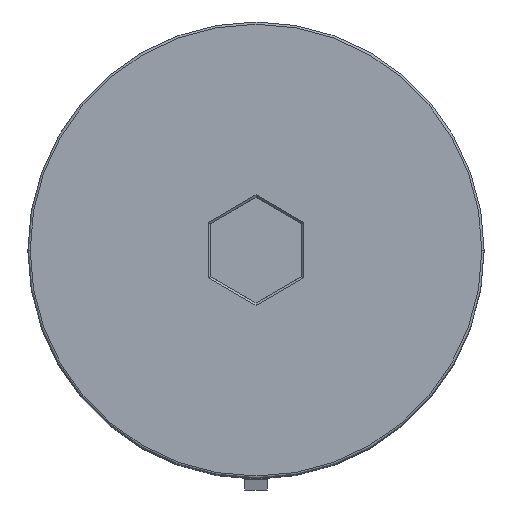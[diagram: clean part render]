
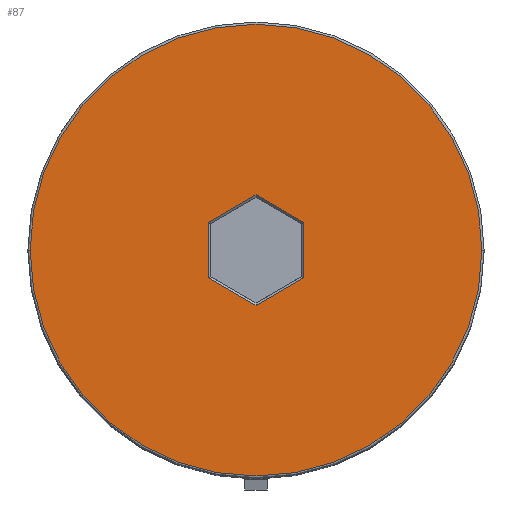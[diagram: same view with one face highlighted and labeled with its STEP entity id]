
A CAD part, top view. The second image highlights one B-rep face of the part: STEP entity #87.
In plain terms, the highlighted planar face has unit normal (0, 0, 1).
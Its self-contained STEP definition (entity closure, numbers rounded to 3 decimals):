
#17 = CARTESIAN_POINT ( 'NONE',  ( 0., 2.425, 0. ) ) ;
#65 = VERTEX_POINT ( 'NONE', #80 ) ;
#80 = CARTESIAN_POINT ( 'NONE',  ( 2.1, -1.212, 0. ) ) ;
#87 = ADVANCED_FACE ( 'NONE', ( #737, #640 ), #1936, .T. ) ;
#89 = DIRECTION ( 'NONE',  ( 0., 0., 1. ) ) ;
#194 = LINE ( 'NONE', #1190, #1354 ) ;
#204 = CARTESIAN_POINT ( 'NONE',  ( -2.05, -1.241, 0. ) ) ;
#215 = ORIENTED_EDGE ( 'NONE', *, *, #322, .T. ) ;
#239 = VECTOR ( 'NONE', #1461, 1000. ) ;
#308 = EDGE_CURVE ( 'NONE', #1550, #1053, #194, .T. ) ;
#315 = VERTEX_POINT ( 'NONE', #1867 ) ;
#322 = EDGE_CURVE ( 'NONE', #771, #1509, #1431, .T. ) ;
#352 = EDGE_CURVE ( 'NONE', #1509, #1550, #673, .T. ) ;
#370 = AXIS2_PLACEMENT_3D ( 'NONE', #492, #89, #1330 ) ;
#383 = ORIENTED_EDGE ( 'NONE', *, *, #963, .T. ) ;
#415 = VECTOR ( 'NONE', #1580, 1000. ) ;
#460 = CARTESIAN_POINT ( 'NONE',  ( -2.1, 1.155, 0. ) ) ;
#492 = CARTESIAN_POINT ( 'NONE',  ( 0., 0., 0. ) ) ;
#533 = ORIENTED_EDGE ( 'NONE', *, *, #352, .T. ) ;
#640 = FACE_BOUND ( 'NONE', #1970, .T. ) ;
#656 = DIRECTION ( 'NONE',  ( 0., -1., 0. ) ) ;
#660 = DIRECTION ( 'NONE',  ( 0., 1., 0. ) ) ;
#673 = LINE ( 'NONE', #460, #1055 ) ;
#696 = DIRECTION ( 'NONE',  ( -0.866, -0.5, 0. ) ) ;
#724 = CARTESIAN_POINT ( 'NONE',  ( -9.9, 0., 0. ) ) ;
#735 = CARTESIAN_POINT ( 'NONE',  ( 9.9, 0., 0. ) ) ;
#737 = FACE_OUTER_BOUND ( 'NONE', #1851, .T. ) ;
#771 = VERTEX_POINT ( 'NONE', #1203 ) ;
#787 = CIRCLE ( 'NONE', #854, 9.9 ) ;
#821 = AXIS2_PLACEMENT_3D ( 'NONE', #1084, #1376, #1199 ) ;
#825 = LINE ( 'NONE', #2086, #1259 ) ;
#843 = EDGE_CURVE ( 'NONE', #1053, #315, #1114, .T. ) ;
#847 = DIRECTION ( 'NONE',  ( 0., 0., 1. ) ) ;
#854 = AXIS2_PLACEMENT_3D ( 'NONE', #980, #847, #1620 ) ;
#926 = VECTOR ( 'NONE', #696, 1000. ) ;
#936 = ORIENTED_EDGE ( 'NONE', *, *, #308, .T. ) ;
#963 = EDGE_CURVE ( 'NONE', #315, #65, #825, .T. ) ;
#980 = CARTESIAN_POINT ( 'NONE',  ( 0., 0., 0. ) ) ;
#1001 = CARTESIAN_POINT ( 'NONE',  ( -2.1, -1.212, 0. ) ) ;
#1009 = ORIENTED_EDGE ( 'NONE', *, *, #843, .T. ) ;
#1053 = VERTEX_POINT ( 'NONE', #17 ) ;
#1055 = VECTOR ( 'NONE', #660, 1000. ) ;
#1084 = CARTESIAN_POINT ( 'NONE',  ( 0., 0., 0. ) ) ;
#1114 = LINE ( 'NONE', #1133, #415 ) ;
#1133 = CARTESIAN_POINT ( 'NONE',  ( 2.05, 1.241, 0. ) ) ;
#1190 = CARTESIAN_POINT ( 'NONE',  ( -0.05, 2.396, 0. ) ) ;
#1199 = DIRECTION ( 'NONE',  ( 1., 0., 0. ) ) ;
#1203 = CARTESIAN_POINT ( 'NONE',  ( 0., -2.425, 0. ) ) ;
#1259 = VECTOR ( 'NONE', #656, 1000. ) ;
#1330 = DIRECTION ( 'NONE',  ( 1., 0., 0. ) ) ;
#1354 = VECTOR ( 'NONE', #1668, 1000. ) ;
#1376 = DIRECTION ( 'NONE',  ( 0., 0., 1. ) ) ;
#1416 = ORIENTED_EDGE ( 'NONE', *, *, #1813, .T. ) ;
#1431 = LINE ( 'NONE', #204, #239 ) ;
#1461 = DIRECTION ( 'NONE',  ( -0.866, 0.5, 0. ) ) ;
#1503 = LINE ( 'NONE', #1649, #926 ) ;
#1509 = VERTEX_POINT ( 'NONE', #1001 ) ;
#1550 = VERTEX_POINT ( 'NONE', #1677 ) ;
#1554 = VERTEX_POINT ( 'NONE', #735 ) ;
#1577 = EDGE_CURVE ( 'NONE', #1554, #1956, #1688, .T. ) ;
#1580 = DIRECTION ( 'NONE',  ( 0.866, -0.5, 0. ) ) ;
#1620 = DIRECTION ( 'NONE',  ( 1., 0., 0. ) ) ;
#1649 = CARTESIAN_POINT ( 'NONE',  ( 0.05, -2.396, 0. ) ) ;
#1668 = DIRECTION ( 'NONE',  ( 0.866, 0.5, 0. ) ) ;
#1677 = CARTESIAN_POINT ( 'NONE',  ( -2.1, 1.212, 0. ) ) ;
#1688 = CIRCLE ( 'NONE', #821, 9.9 ) ;
#1736 = ORIENTED_EDGE ( 'NONE', *, *, #1924, .T. ) ;
#1779 = ORIENTED_EDGE ( 'NONE', *, *, #1577, .T. ) ;
#1813 = EDGE_CURVE ( 'NONE', #65, #771, #1503, .T. ) ;
#1851 = EDGE_LOOP ( 'NONE', ( #1779, #1736 ) ) ;
#1867 = CARTESIAN_POINT ( 'NONE',  ( 2.1, 1.212, 0. ) ) ;
#1924 = EDGE_CURVE ( 'NONE', #1956, #1554, #787, .T. ) ;
#1936 = PLANE ( 'NONE',  #370 ) ;
#1956 = VERTEX_POINT ( 'NONE', #724 ) ;
#1970 = EDGE_LOOP ( 'NONE', ( #1416, #215, #533, #936, #1009, #383 ) ) ;
#2086 = CARTESIAN_POINT ( 'NONE',  ( 2.1, -1.155, 0. ) ) ;
